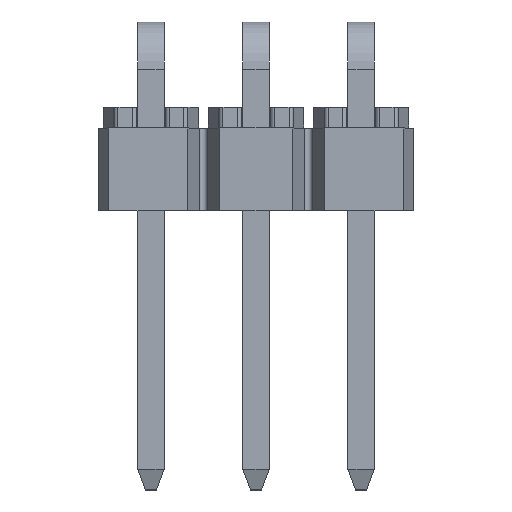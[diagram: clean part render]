
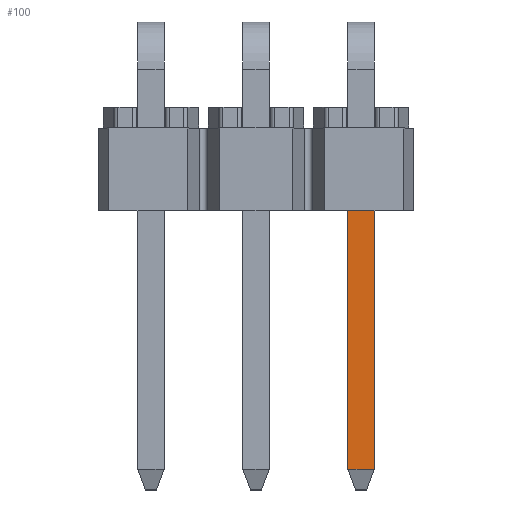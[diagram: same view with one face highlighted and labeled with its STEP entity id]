
A CAD part, top view. The second image highlights one B-rep face of the part: STEP entity #100.
In plain terms, the highlighted planar face has unit normal (0, 0, 1).
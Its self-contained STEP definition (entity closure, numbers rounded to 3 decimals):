
#100=ADVANCED_FACE('',(#397),#398,.T.);
#397=FACE_OUTER_BOUND('',#863,.T.);
#398=PLANE('',#864);
#863=EDGE_LOOP('',(#1769,#1770,#1771,#1772));
#864=AXIS2_PLACEMENT_3D('',#1773,#1774,#1775);
#1769=ORIENTED_EDGE('',*,*,#3355,.F.);
#1770=ORIENTED_EDGE('',*,*,#3312,.F.);
#1771=ORIENTED_EDGE('',*,*,#3339,.T.);
#1772=ORIENTED_EDGE('',*,*,#3354,.F.);
#1773=CARTESIAN_POINT('',(2.223,-1.0,0.318));
#1774=DIRECTION('',(0.0,0.0,1.0));
#1775=DIRECTION('',(1.0,0.0,0.0));
#3312=EDGE_CURVE('',#4128,#4129,#4130,.T.);
#3339=EDGE_CURVE('',#4128,#4167,#4168,.T.);
#3354=EDGE_CURVE('',#4192,#4167,#4194,.T.);
#3355=EDGE_CURVE('',#4129,#4192,#4195,.T.);
#4128=VERTEX_POINT('',#5257);
#4129=VERTEX_POINT('',#5258);
#4130=LINE('',#5259,#5260);
#4167=VERTEX_POINT('',#5323);
#4168=LINE('',#5324,#5325);
#4192=VERTEX_POINT('',#5360);
#4194=LINE('',#5363,#5364);
#4195=LINE('',#5365,#5366);
#5257=CARTESIAN_POINT('',(2.223,-1.0,0.318));
#5258=CARTESIAN_POINT('',(2.858,-1.0,0.318));
#5259=CARTESIAN_POINT('',(2.223,-1.0,0.318));
#5260=VECTOR('',#6476,0.635);
#5323=CARTESIAN_POINT('',(2.223,-7.25,0.318));
#5324=CARTESIAN_POINT('',(2.223,-1.0,0.318));
#5325=VECTOR('',#6503,6.25);
#5360=CARTESIAN_POINT('',(2.858,-7.25,0.318));
#5363=CARTESIAN_POINT('',(2.858,-7.25,0.318));
#5364=VECTOR('',#6522,0.635);
#5365=CARTESIAN_POINT('',(2.858,-1.0,0.318));
#5366=VECTOR('',#6523,6.25);
#6476=DIRECTION('',(1.0,0.0,0.0));
#6503=DIRECTION('',(0.0,-1.0,0.0));
#6522=DIRECTION('',(-1.0,0.0,0.0));
#6523=DIRECTION('',(0.0,-1.0,0.0));
